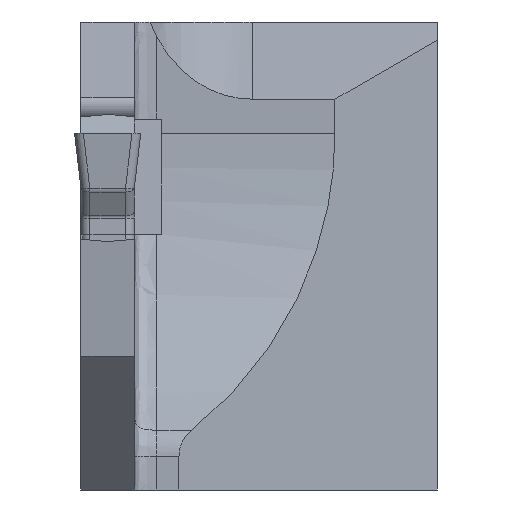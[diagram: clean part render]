
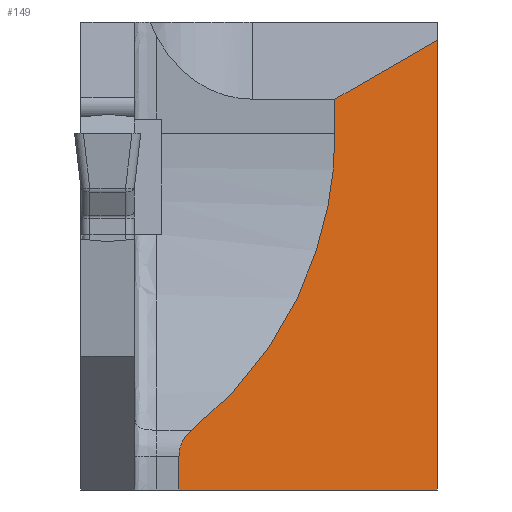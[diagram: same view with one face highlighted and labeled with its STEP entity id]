
A CAD part, left-side view. The second image highlights one B-rep face of the part: STEP entity #149.
In plain terms, the highlighted planar face has unit normal (-0.707, -0.707, 0).
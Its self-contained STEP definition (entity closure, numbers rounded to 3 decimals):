
#89=ELLIPSE('',#1487,2.121,1.5);
#92=ELLIPSE('',#1501,24.042,17.);
#149=ADVANCED_FACE('',(#274),#227,.F.);
#227=PLANE('',#1504);
#274=FACE_OUTER_BOUND('',#355,.T.);
#355=EDGE_LOOP('',(#550,#551,#552,#553,#554,#555,#556));
#550=ORIENTED_EDGE('',*,*,#1060,.F.);
#551=ORIENTED_EDGE('',*,*,#1064,.F.);
#552=ORIENTED_EDGE('',*,*,#1039,.F.);
#553=ORIENTED_EDGE('',*,*,#1036,.F.);
#554=ORIENTED_EDGE('',*,*,#1050,.F.);
#555=ORIENTED_EDGE('',*,*,#1003,.F.);
#556=ORIENTED_EDGE('',*,*,#1068,.T.);
#870=VERTEX_POINT('',#2005);
#872=VERTEX_POINT('',#2008);
#904=VERTEX_POINT('',#2088);
#905=VERTEX_POINT('',#2090);
#907=VERTEX_POINT('',#2099);
#914=VERTEX_POINT('',#2159);
#915=VERTEX_POINT('',#2161);
#1003=EDGE_CURVE('',#870,#872,#1212,.T.);
#1036=EDGE_CURVE('',#904,#905,#1237,.T.);
#1039=EDGE_CURVE('',#905,#907,#89,.T.);
#1050=EDGE_CURVE('',#872,#904,#1245,.T.);
#1060=EDGE_CURVE('',#914,#915,#1255,.T.);
#1064=EDGE_CURVE('',#907,#914,#92,.T.);
#1068=EDGE_CURVE('',#870,#915,#1258,.T.);
#1212=LINE('',#2007,#1345);
#1237=LINE('',#2089,#1370);
#1245=LINE('',#2138,#1378);
#1255=LINE('',#2160,#1388);
#1258=LINE('',#2181,#1391);
#1345=VECTOR('',#1611,1.);
#1370=VECTOR('',#1652,1.);
#1378=VECTOR('',#1670,1.);
#1388=VECTOR('',#1696,1.);
#1391=VECTOR('',#1709,1.);
#1487=AXIS2_PLACEMENT_3D('',#2098,#1656,#1657);
#1501=AXIS2_PLACEMENT_3D('',#2171,#1702,#1703);
#1504=AXIS2_PLACEMENT_3D('',#2182,#1710,#1711);
#1611=DIRECTION('',(0.,0.,-1.));
#1652=DIRECTION('',(0.,0.,1.));
#1656=DIRECTION('',(0.707,0.707,0.));
#1657=DIRECTION('',(-0.707,0.707,0.));
#1670=DIRECTION('',(-0.707,0.707,0.));
#1696=DIRECTION('',(0.,0.,1.));
#1702=DIRECTION('',(-0.707,-0.707,0.));
#1703=DIRECTION('',(-0.707,0.707,0.));
#1709=DIRECTION('',(-0.655,0.655,-0.378));
#1710=DIRECTION('',(0.707,0.707,0.));
#1711=DIRECTION('',(0.707,-0.707,0.));
#2005=CARTESIAN_POINT('',(21.6,0.,4.192));
#2007=CARTESIAN_POINT('',(21.6,0.,30.));
#2008=CARTESIAN_POINT('',(21.6,0.,-16.));
#2088=CARTESIAN_POINT('',(10.,11.6,-16.));
#2089=CARTESIAN_POINT('',(10.,11.6,30.));
#2090=CARTESIAN_POINT('',(10.,11.6,-14.491));
#2098=CARTESIAN_POINT('',(11.5,10.1,-14.491));
#2099=CARTESIAN_POINT('',(10.568,11.032,-13.316));
#2138=CARTESIAN_POINT('',(21.6,0.,-16.));
#2159=CARTESIAN_POINT('',(17.,4.6,0.));
#2160=CARTESIAN_POINT('',(17.,4.6,30.));
#2161=CARTESIAN_POINT('',(17.,4.6,1.536));
#2171=CARTESIAN_POINT('',(0.,21.6,0.));
#2181=CARTESIAN_POINT('',(27.986,-6.386,7.879));
#2182=CARTESIAN_POINT('',(21.6,0.,30.));
